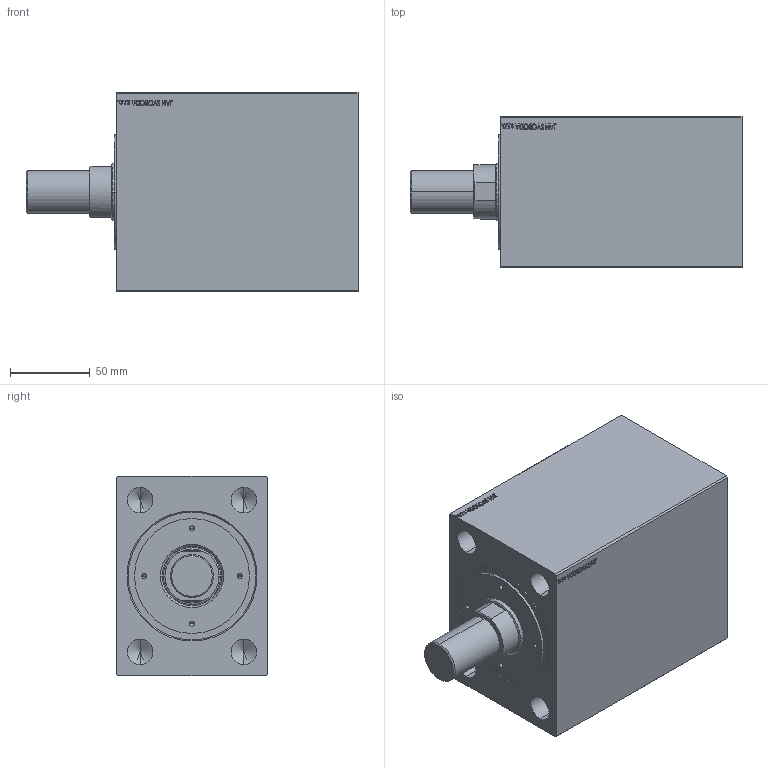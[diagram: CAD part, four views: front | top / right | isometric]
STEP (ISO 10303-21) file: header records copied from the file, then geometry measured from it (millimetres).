
FILE_DESCRIPTION (( 'STEP AP203' ), '1' );
FILE_NAME ('046d.STEP', '2020-10-09T00:31:54', ( '' ), ( '' ), 'SwSTEP 2.0', 'SolidWorks 2019', '' );
FILE_SCHEMA (( 'CONFIG_CONTROL_DESIGN' ));
Length unit declared in the file: millimetre
Products named in the file (5): 046d; V500CZ 9f94c4e0bfe3b69466b7e5f64b71bab5; V500CZ_vnitrni_cast_vysunovaci 9f94c4e0bfe3b69466b7e5f64b71bab5; V500CZ_SMALL_MALE_METRIC 9f94c4e0bfe3b69466b7e5f64b71bab5; V500CZ_VNIT豊蚠攘ST 9f94c4e0bfe3b69466b7e5f64b71bab5
Assembly tree (4 placements, depth 2):
  046d
    V500CZ 9f94c4e0bfe3b69466b7e5f64b71bab5
    V500CZ_vnitrni_cast_vysunovaci 9f94c4e0bfe3b69466b7e5f64b71bab5
    V500CZ_VNIT豊蚠攘ST 9f94c4e0bfe3b69466b7e5f64b71bab5
    V500CZ_SMALL_MALE_METRIC 9f94c4e0bfe3b69466b7e5f64b71bab5
Bounding box: 208 x 95 x 125 mm (x, y, z)
Volume: 1655457.5 mm3; surface area: 159421.5 mm2
Topology: 4 solids, 4 shells, 876 faces, 2240 edges, 1469 vertices
Faces by surface type: plane 403, bspline 380, cylinder 61, cone 32
Entity records: 44194 total; most frequent: CARTESIAN_POINT 25056, ORIENTED_EDGE 4432, DIRECTION 2589, EDGE_CURVE 2216, VERTEX_POINT 1469, LINE 1321, VECTOR 1321, EDGE_LOOP 999
